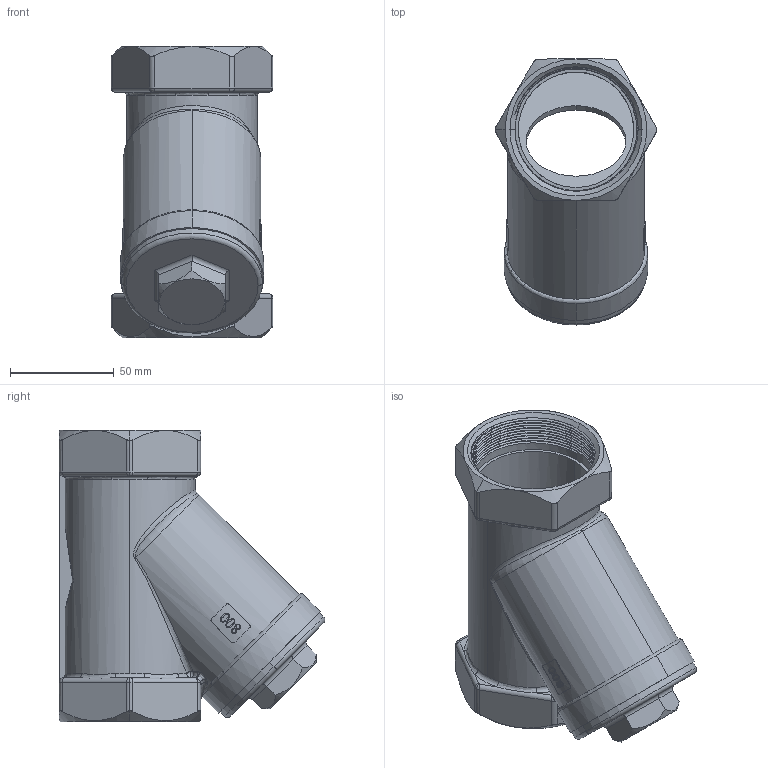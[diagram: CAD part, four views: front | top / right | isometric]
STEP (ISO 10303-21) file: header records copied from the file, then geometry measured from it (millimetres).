
FILE_DESCRIPTION(/* description */ ('Unknown'),/* implementation_level */ '2;1');
FILE_NAME(/* name */ '9165-09',/* time_stamp */ '2025-09-15T08:30:47+02:00',/* author */ ('Unknown'),/* organization */ ('Unknown'),/* preprocessor_version */ 'ST-DEVELOPER v20',/* originating_system */ 'Solid Edge',/* authorisation */ 'Unknown');
FILE_SCHEMA (('AUTOMOTIVE_DESIGN {1 0 10303 214 3 1 1}'));
Products named in the file (4): 9165-09; Body; Cap; M
Assembly tree (3 placements, depth 2):
  9165-09
    Body
    Cap
    M
Bounding box: 77.59 x 127.74 x 140 mm (x, y, z)
Volume: 199426.6 mm3; surface area: 100081.2 mm2
Topology: 3 solids, 3 shells, 443 faces, 1143 edges, 732 vertices
Faces by surface type: cylinder 153, bspline 131, plane 103, torus 35, cone 18, sphere 3
Entity records: 54246 total; most frequent: CARTESIAN_POINT 45067, ORIENTED_EDGE 2286, DIRECTION 1306, EDGE_CURVE 1143, VERTEX_POINT 732, B_SPLINE_CURVE_WITH_KNOTS 527, AXIS2_PLACEMENT_3D 520, EDGE_LOOP 475
